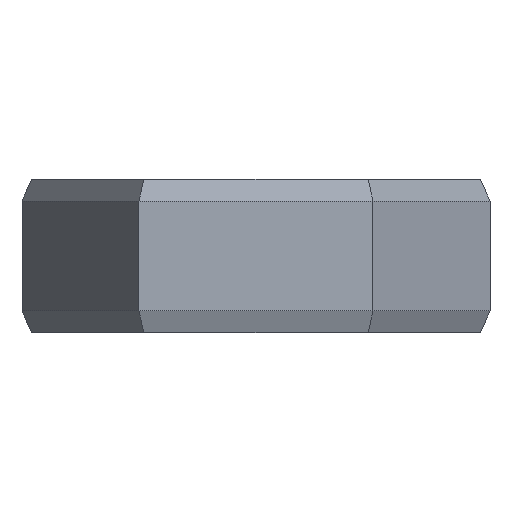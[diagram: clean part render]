
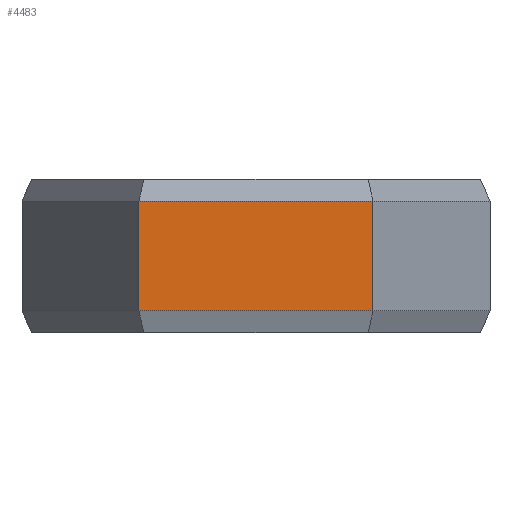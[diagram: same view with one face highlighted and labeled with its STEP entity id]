
A CAD part, front view. The second image highlights one B-rep face of the part: STEP entity #4483.
In plain terms, the highlighted planar face has unit normal (0, -1, 0).
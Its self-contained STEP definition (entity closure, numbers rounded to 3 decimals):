
#767 = B_SPLINE_SURFACE_WITH_KNOTS('',1,1,(
    (#768,#769)
    ,(#770,#771
    )),.UNSPECIFIED.,.F.,.F.,.F.,(2,2),(2,2),(0.,4.272),(0.,1.)
  ,.PIECEWISE_BEZIER_KNOTS.);
#768 = CARTESIAN_POINT('',(-2.05,-3.55,0.));
#769 = CARTESIAN_POINT('',(-2.136,-3.7,0.4));
#770 = CARTESIAN_POINT('',(2.05,-3.55,0.));
#771 = CARTESIAN_POINT('',(2.136,-3.7,0.4));
#2086 = PLANE('',#2087);
#2087 = AXIS2_PLACEMENT_3D('',#2088,#2089,#2090);
#2088 = CARTESIAN_POINT('',(-4.272,0.,2.4));
#2089 = DIRECTION('',(-0.866,-0.5,0.));
#2090 = DIRECTION('',(0.5,-0.866,0.));
#2469 = VERTEX_POINT('',#2470);
#2470 = CARTESIAN_POINT('',(2.136,-3.7,0.4));
#2484 = PLANE('',#2485);
#2485 = AXIS2_PLACEMENT_3D('',#2486,#2487,#2488);
#2486 = CARTESIAN_POINT('',(2.136,-3.7,2.4));
#2487 = DIRECTION('',(0.866,-0.5,0.));
#2488 = DIRECTION('',(0.5,0.866,0.));
#2521 = EDGE_CURVE('',#2522,#2469,#2524,.T.);
#2522 = VERTEX_POINT('',#2523);
#2523 = CARTESIAN_POINT('',(-2.136,-3.7,0.4));
#2524 = SURFACE_CURVE('',#2525,(#2529,#2536),.PCURVE_S1.);
#2525 = LINE('',#2526,#2527);
#2526 = CARTESIAN_POINT('',(-2.136,-3.7,0.4));
#2527 = VECTOR('',#2528,1.);
#2528 = DIRECTION('',(1.,0.,0.));
#2529 = PCURVE('',#767,#2530);
#2530 = DEFINITIONAL_REPRESENTATION('',(#2531),#2535);
#2531 = LINE('',#2532,#2533);
#2532 = CARTESIAN_POINT('',(0.,1.));
#2533 = VECTOR('',#2534,1.);
#2534 = DIRECTION('',(1.,0.));
#2535 = ( GEOMETRIC_REPRESENTATION_CONTEXT(2) 
PARAMETRIC_REPRESENTATION_CONTEXT() REPRESENTATION_CONTEXT('2D SPACE',''
  ) );
#2536 = PCURVE('',#2537,#2542);
#2537 = PLANE('',#2538);
#2538 = AXIS2_PLACEMENT_3D('',#2539,#2540,#2541);
#2539 = CARTESIAN_POINT('',(-2.136,-3.7,2.4));
#2540 = DIRECTION('',(0.,-1.,0.));
#2541 = DIRECTION('',(1.,0.,0.));
#2542 = DEFINITIONAL_REPRESENTATION('',(#2543),#2547);
#2543 = LINE('',#2544,#2545);
#2544 = CARTESIAN_POINT('',(0.,-2.));
#2545 = VECTOR('',#2546,1.);
#2546 = DIRECTION('',(1.,0.));
#2547 = ( GEOMETRIC_REPRESENTATION_CONTEXT(2) 
PARAMETRIC_REPRESENTATION_CONTEXT() REPRESENTATION_CONTEXT('2D SPACE',''
  ) );
#4313 = EDGE_CURVE('',#2522,#4314,#4316,.T.);
#4314 = VERTEX_POINT('',#4315);
#4315 = CARTESIAN_POINT('',(-2.136,-3.7,2.4));
#4316 = SURFACE_CURVE('',#4317,(#4320,#4326),.PCURVE_S1.);
#4317 = B_SPLINE_CURVE_WITH_KNOTS('',1,(#4318,#4319),.UNSPECIFIED.,.F.,
  .F.,(2,2),(0.,1.),.PIECEWISE_BEZIER_KNOTS.);
#4318 = CARTESIAN_POINT('',(-2.136,-3.7,0.4));
#4319 = CARTESIAN_POINT('',(-2.136,-3.7,2.4));
#4320 = PCURVE('',#2086,#4321);
#4321 = DEFINITIONAL_REPRESENTATION('',(#4322),#4325);
#4322 = B_SPLINE_CURVE_WITH_KNOTS('',1,(#4323,#4324),.UNSPECIFIED.,.F.,
  .F.,(2,2),(0.,1.),.PIECEWISE_BEZIER_KNOTS.);
#4323 = CARTESIAN_POINT('',(4.272,-2.));
#4324 = CARTESIAN_POINT('',(4.272,0.));
#4325 = ( GEOMETRIC_REPRESENTATION_CONTEXT(2) 
PARAMETRIC_REPRESENTATION_CONTEXT() REPRESENTATION_CONTEXT('2D SPACE',''
  ) );
#4326 = PCURVE('',#2537,#4327);
#4327 = DEFINITIONAL_REPRESENTATION('',(#4328),#4331);
#4328 = B_SPLINE_CURVE_WITH_KNOTS('',1,(#4329,#4330),.UNSPECIFIED.,.F.,
  .F.,(2,2),(0.,1.),.PIECEWISE_BEZIER_KNOTS.);
#4329 = CARTESIAN_POINT('',(0.,-2.));
#4330 = CARTESIAN_POINT('',(0.,0.));
#4331 = ( GEOMETRIC_REPRESENTATION_CONTEXT(2) 
PARAMETRIC_REPRESENTATION_CONTEXT() REPRESENTATION_CONTEXT('2D SPACE',''
  ) );
#4439 = VERTEX_POINT('',#4440);
#4440 = CARTESIAN_POINT('',(2.136,-3.7,2.4));
#4466 = EDGE_CURVE('',#2469,#4439,#4467,.T.);
#4467 = SURFACE_CURVE('',#4468,(#4471,#4477),.PCURVE_S1.);
#4468 = B_SPLINE_CURVE_WITH_KNOTS('',1,(#4469,#4470),.UNSPECIFIED.,.F.,
  .F.,(2,2),(0.,1.),.PIECEWISE_BEZIER_KNOTS.);
#4469 = CARTESIAN_POINT('',(2.136,-3.7,0.4));
#4470 = CARTESIAN_POINT('',(2.136,-3.7,2.4));
#4471 = PCURVE('',#2484,#4472);
#4472 = DEFINITIONAL_REPRESENTATION('',(#4473),#4476);
#4473 = B_SPLINE_CURVE_WITH_KNOTS('',1,(#4474,#4475),.UNSPECIFIED.,.F.,
  .F.,(2,2),(0.,1.),.PIECEWISE_BEZIER_KNOTS.);
#4474 = CARTESIAN_POINT('',(0.,-2.));
#4475 = CARTESIAN_POINT('',(0.,0.));
#4476 = ( GEOMETRIC_REPRESENTATION_CONTEXT(2) 
PARAMETRIC_REPRESENTATION_CONTEXT() REPRESENTATION_CONTEXT('2D SPACE',''
  ) );
#4477 = PCURVE('',#2537,#4478);
#4478 = DEFINITIONAL_REPRESENTATION('',(#4479),#4482);
#4479 = B_SPLINE_CURVE_WITH_KNOTS('',1,(#4480,#4481),.UNSPECIFIED.,.F.,
  .F.,(2,2),(0.,1.),.PIECEWISE_BEZIER_KNOTS.);
#4480 = CARTESIAN_POINT('',(4.272,-2.));
#4481 = CARTESIAN_POINT('',(4.272,0.));
#4482 = ( GEOMETRIC_REPRESENTATION_CONTEXT(2) 
PARAMETRIC_REPRESENTATION_CONTEXT() REPRESENTATION_CONTEXT('2D SPACE',''
  ) );
#4483 = ADVANCED_FACE('',(#4484),#2537,.T.);
#4484 = FACE_BOUND('',#4485,.T.);
#4485 = EDGE_LOOP('',(#4486,#4487,#4488,#4514));
#4486 = ORIENTED_EDGE('',*,*,#2521,.T.);
#4487 = ORIENTED_EDGE('',*,*,#4466,.T.);
#4488 = ORIENTED_EDGE('',*,*,#4489,.F.);
#4489 = EDGE_CURVE('',#4314,#4439,#4490,.T.);
#4490 = SURFACE_CURVE('',#4491,(#4495,#4502),.PCURVE_S1.);
#4491 = LINE('',#4492,#4493);
#4492 = CARTESIAN_POINT('',(-2.136,-3.7,2.4));
#4493 = VECTOR('',#4494,1.);
#4494 = DIRECTION('',(1.,0.,0.));
#4495 = PCURVE('',#2537,#4496);
#4496 = DEFINITIONAL_REPRESENTATION('',(#4497),#4501);
#4497 = LINE('',#4498,#4499);
#4498 = CARTESIAN_POINT('',(0.,0.));
#4499 = VECTOR('',#4500,1.);
#4500 = DIRECTION('',(1.,0.));
#4501 = ( GEOMETRIC_REPRESENTATION_CONTEXT(2) 
PARAMETRIC_REPRESENTATION_CONTEXT() REPRESENTATION_CONTEXT('2D SPACE',''
  ) );
#4502 = PCURVE('',#4503,#4508);
#4503 = B_SPLINE_SURFACE_WITH_KNOTS('',1,1,(
    (#4504,#4505)
    ,(#4506,#4507
    )),.UNSPECIFIED.,.F.,.F.,.F.,(2,2),(2,2),(0.,4.272),(0.,1.)
  ,.PIECEWISE_BEZIER_KNOTS.);
#4504 = CARTESIAN_POINT('',(-2.136,-3.7,2.4));
#4505 = CARTESIAN_POINT('',(-2.05,-3.55,2.8));
#4506 = CARTESIAN_POINT('',(2.136,-3.7,2.4));
#4507 = CARTESIAN_POINT('',(2.05,-3.55,2.8));
#4508 = DEFINITIONAL_REPRESENTATION('',(#4509),#4513);
#4509 = LINE('',#4510,#4511);
#4510 = CARTESIAN_POINT('',(0.,0.));
#4511 = VECTOR('',#4512,1.);
#4512 = DIRECTION('',(1.,0.));
#4513 = ( GEOMETRIC_REPRESENTATION_CONTEXT(2) 
PARAMETRIC_REPRESENTATION_CONTEXT() REPRESENTATION_CONTEXT('2D SPACE',''
  ) );
#4514 = ORIENTED_EDGE('',*,*,#4313,.F.);
